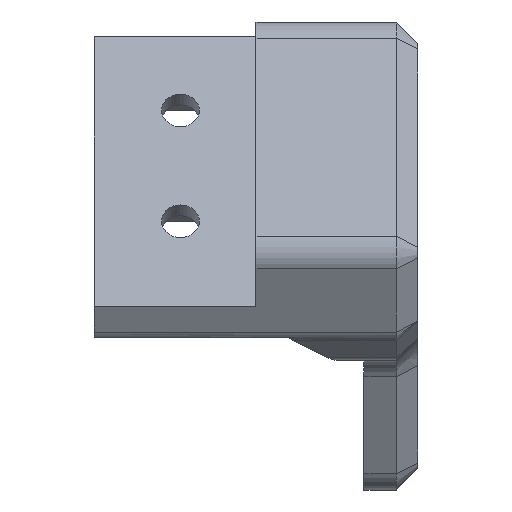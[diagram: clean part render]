
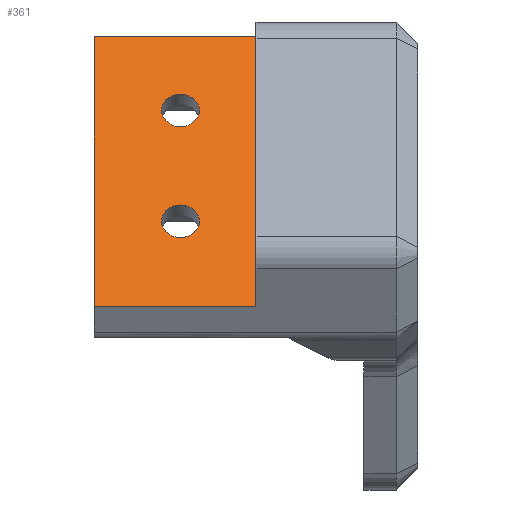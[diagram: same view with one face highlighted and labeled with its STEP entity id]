
A CAD part, left-side view. The second image highlights one B-rep face of the part: STEP entity #361.
In plain terms, the highlighted planar face has unit normal (-0.866, 0, 0.5).
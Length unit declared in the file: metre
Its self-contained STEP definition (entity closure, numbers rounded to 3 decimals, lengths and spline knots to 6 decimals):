
#361 = ADVANCED_FACE( '', ( #806, #807, #808 ), #809, .T. );
#806 = FACE_BOUND( '', #1337, .T. );
#807 = FACE_BOUND( '', #1338, .T. );
#808 = FACE_OUTER_BOUND( '', #1339, .T. );
#809 = PLANE( '', #1340 );
#1337 = EDGE_LOOP( '', ( #2345 ) );
#1338 = EDGE_LOOP( '', ( #2346 ) );
#1339 = EDGE_LOOP( '', ( #2347, #2348, #2349, #2350 ) );
#1340 = AXIS2_PLACEMENT_3D( '', #2351, #2352, #2353 );
#2345 = ORIENTED_EDGE( '', *, *, #3273, .F. );
#2346 = ORIENTED_EDGE( '', *, *, #3292, .F. );
#2347 = ORIENTED_EDGE( '', *, *, #3182, .F. );
#2348 = ORIENTED_EDGE( '', *, *, #3120, .T. );
#2349 = ORIENTED_EDGE( '', *, *, #3406, .T. );
#2350 = ORIENTED_EDGE( '', *, *, #3244, .F. );
#2351 = CARTESIAN_POINT( '', ( -0.027617, -0.033954, -0.006344 ) );
#2352 = DIRECTION( '', ( -0.866, 0., 0.5 ) );
#2353 = DIRECTION( '', ( 0.5, 0., 0.866 ) );
#3120 = EDGE_CURVE( '', #3730, #3728, #3731, .T. );
#3182 = EDGE_CURVE( '', #3730, #3840, #3841, .T. );
#3244 = EDGE_CURVE( '', #3840, #3943, #3944, .T. );
#3273 = EDGE_CURVE( '', #3994, #3994, #3995, .T. );
#3292 = EDGE_CURVE( '', #4023, #4023, #4024, .T. );
#3406 = EDGE_CURVE( '', #3728, #3943, #4192, .T. );
#3728 = VERTEX_POINT( '', #4604 );
#3730 = VERTEX_POINT( '', #4607 );
#3731 = LINE( '', #4608, #4609 );
#3840 = VERTEX_POINT( '', #4763 );
#3841 = LINE( '', #4764, #4765 );
#3943 = VERTEX_POINT( '', #4898 );
#3944 = LINE( '', #4899, #4900 );
#3994 = VERTEX_POINT( '', #4966 );
#3995 = CIRCLE( '', #4967, 0.00175 );
#4023 = VERTEX_POINT( '', #5005 );
#4024 = CIRCLE( '', #5006, 0.00175 );
#4192 = LINE( '', #5257, #5258 );
#4604 = CARTESIAN_POINT( '', ( -0.0204, -0.018952, 0.006156 ) );
#4607 = CARTESIAN_POINT( '', ( -0.034834, -0.018952, -0.018844 ) );
#4608 = CARTESIAN_POINT( '', ( -0.027617, -0.018952, -0.006344 ) );
#4609 = VECTOR( '', #5763, 1. );
#4763 = CARTESIAN_POINT( '', ( -0.034834, -0.003952, -0.018844 ) );
#4764 = CARTESIAN_POINT( '', ( -0.034834, -0.033954, -0.018844 ) );
#4765 = VECTOR( '', #5827, 1. );
#4898 = CARTESIAN_POINT( '', ( -0.0204, -0.003952, 0.006156 ) );
#4899 = CARTESIAN_POINT( '', ( -0.027617, -0.003952, -0.006344 ) );
#4900 = VECTOR( '', #5907, 1. );
#4966 = CARTESIAN_POINT( '', ( -0.029402, -0.011952, -0.009436 ) );
#4967 = AXIS2_PLACEMENT_3D( '', #5945, #5946, #5947 );
#5005 = CARTESIAN_POINT( '', ( -0.023468, -0.011952, 0.000841 ) );
#5006 = AXIS2_PLACEMENT_3D( '', #5967, #5968, #5969 );
#5257 = CARTESIAN_POINT( '', ( -0.0204, -0.033954, 0.006156 ) );
#5258 = VECTOR( '', #6089, 1. );
#5763 = DIRECTION( '', ( 0.5, 0., 0.866 ) );
#5827 = DIRECTION( '', ( 0., 1., 0. ) );
#5907 = DIRECTION( '', ( 0.5, 0., 0.866 ) );
#5945 = CARTESIAN_POINT( '', ( -0.030277, -0.011952, -0.010952 ) );
#5946 = DIRECTION( '', ( -0.866, 0., 0.5 ) );
#5947 = DIRECTION( '', ( 0.5, 0., 0.866 ) );
#5967 = CARTESIAN_POINT( '', ( -0.024343, -0.011952, -0.000674 ) );
#5968 = DIRECTION( '', ( -0.866, 0., 0.5 ) );
#5969 = DIRECTION( '', ( 0.5, 0., 0.866 ) );
#6089 = DIRECTION( '', ( 0., 1., 0. ) );
